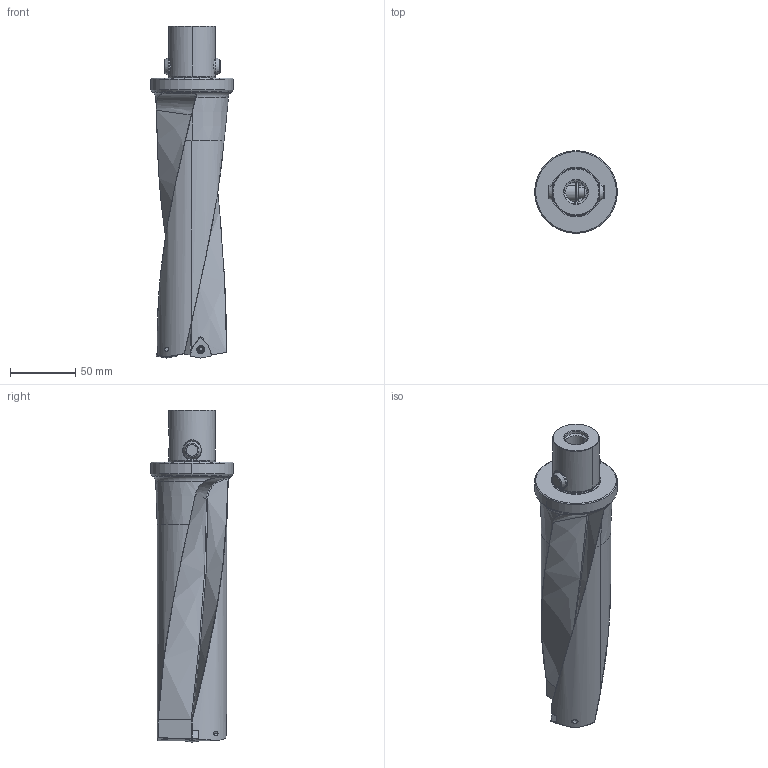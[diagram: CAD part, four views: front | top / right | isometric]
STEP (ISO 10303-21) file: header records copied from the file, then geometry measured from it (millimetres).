
FILE_DESCRIPTION(('no description'),'unknown implementation level');
FILE_NAME('11BC953A-1B09-453D-B103-BE90BA088519_export.stp',' ',('CIMSOURCE GmbH'),('CADClick - KiM GmbH - www.kimweb.de'),'unknown preprocess','ACIS','unknown authorization');
FILE_SCHEMA(('automotive_design'));
Length unit declared in the file: millimetre
Products named in the file (7): 336.755 Kaiser WB 55-165 X CK6|694.143 Kaiser ETL M4 X 11,8 T15 IP 10S_Standard;NONE; 336.755 Kaiser WB 55-165 X CK6|336.755 Kaiser WB 55-165 X CK6_Standard-2;NONE; 336.755 Kaiser WB 55-165 X CK6|336.755 Kaiser WB 55-165 X CK6_Standard-1;NONE; 336.755 Kaiser WB 55-165 X CK6|336.755 Kaiser WB 55-165 X CK6_Standard;NONE; 336.755 Kaiser WB 55-165 X CK6|691.506 Kaiser ETL D14 X 43K_Standard|691.526 Mitnehmerbolzen_Standard;NONE; 336.755 Kaiser WB 55-165 X CK6|691.506 Kaiser ETL D14 X 43K_Standard|693.305 Sprengring_Standard;NONE
Bounding box: 63.5 x 63.5 x 255 mm (x, y, z)
Volume: 350069.2 mm3; surface area: 59552.8 mm2
Topology: 7 solids, 7 shells, 371 faces, 899 edges, 545 vertices
Faces by surface type: cylinder 110, plane 83, cone 70, bspline 50, torus 47, sphere 11
Entity records: 81163 total; most frequent: CARTESIAN_POINT 62355, STYLED_ITEM 1819, PRESENTATION_STYLE_ASSIGNMENT 1819, COLOUR_RGB 1819, ORIENTED_EDGE 1792, DIRECTION 1782, EDGE_CURVE 896, CURVE_STYLE 896
